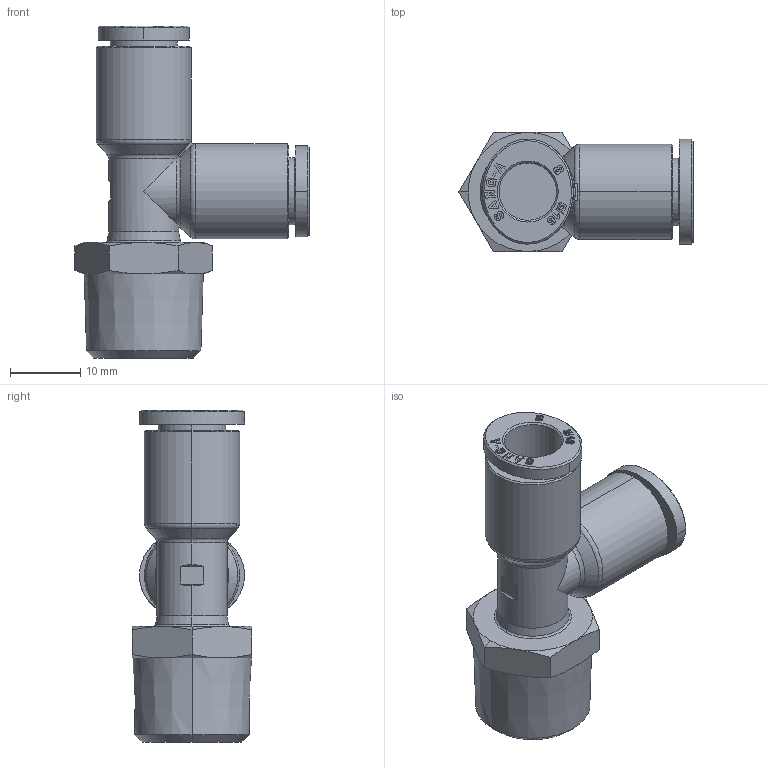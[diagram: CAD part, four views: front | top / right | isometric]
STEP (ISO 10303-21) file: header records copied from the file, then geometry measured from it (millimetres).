
FILE_DESCRIPTION((''),'2;1');
FILE_NAME('GPST 0803(3D).stp','2012-12-26T18:05:42',(''),(''),'Mechanical Desktop.R8.0.24.0','Mechanical Desktop.R8.0.24.0',', , ');
FILE_SCHEMA(('CONFIG_CONTROL_DESIGN'));
Length unit declared in the file: millimetre
Products named in the file (2): GPST 0803(3D); ºÎÇ°1
Assembly tree (1 placements, depth 2):
  GPST 0803(3D)
    ºÎÇ°1
Bounding box: 33.41 x 17 x 47.4 mm (x, y, z)
Volume: 7020.2 mm3; surface area: 5026.4 mm2
Topology: 1 solids, 1 shells, 832 faces, 2327 edges, 1535 vertices
Faces by surface type: plane 688, bspline 64, cone 40, cylinder 36, torus 4
Entity records: 28030 total; most frequent: CARTESIAN_POINT 6676, ORIENTED_EDGE 4650, DIRECTION 4051, EDGE_CURVE 2325, VECTOR 2031, LINE 2031, VERTEX_POINT 1535, AXIS2_PLACEMENT_3D 1010
